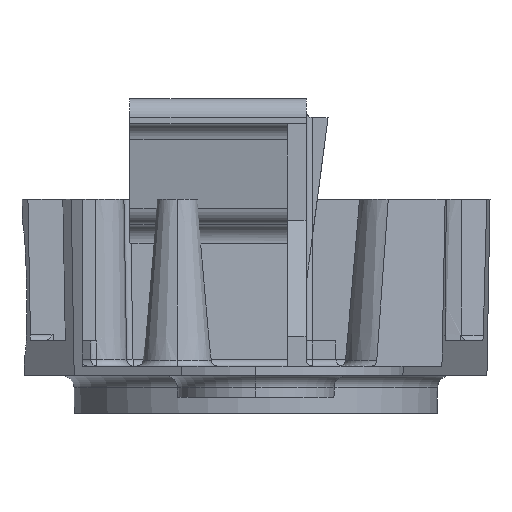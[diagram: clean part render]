
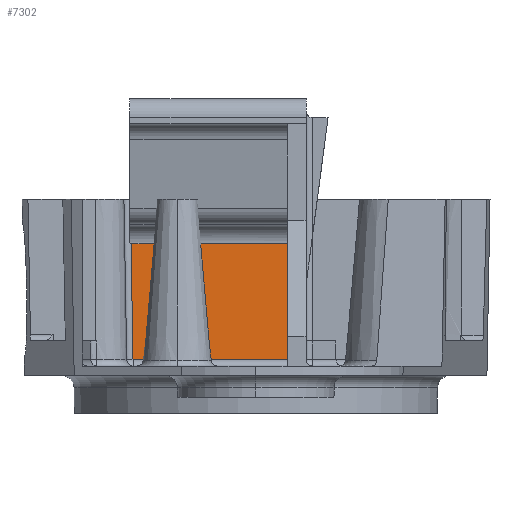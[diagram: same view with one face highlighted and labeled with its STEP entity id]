
A CAD part, left-side view. The second image highlights one B-rep face of the part: STEP entity #7302.
In plain terms, the highlighted planar face has unit normal (-1, 0, 0.018).
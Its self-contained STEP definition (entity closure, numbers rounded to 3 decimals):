
#242 = CARTESIAN_POINT ( 'NONE',  ( 243.534, 39., -51.035 ) ) ;
#392 = CARTESIAN_POINT ( 'NONE',  ( 244.426, 39.926, 0.035 ) ) ;
#418 = VECTOR ( 'NONE', #3236, 1000. ) ;
#433 = CARTESIAN_POINT ( 'NONE',  ( 243.534, -10., -51.035 ) ) ;
#446 = LINE ( 'NONE', #392, #418 ) ;
#661 = DIRECTION ( 'NONE',  ( 0., 1., 0. ) ) ;
#737 = EDGE_CURVE ( 'NONE', #3692, #7198, #743, .T. ) ;
#743 = LINE ( 'NONE', #1523, #764 ) ;
#764 = VECTOR ( 'NONE', #661, 1000. ) ;
#815 = CARTESIAN_POINT ( 'NONE',  ( 244.179, -10., -14.105 ) ) ;
#974 = EDGE_CURVE ( 'NONE', #1872, #7198, #446, .T. ) ;
#1072 = CARTESIAN_POINT ( 'NONE',  ( 243.5, -44., -53. ) ) ;
#1319 = DIRECTION ( 'NONE',  ( -0.017, 0., -1. ) ) ;
#1523 = CARTESIAN_POINT ( 'NONE',  ( 244.179, 39.786, -14.105 ) ) ;
#1872 = VERTEX_POINT ( 'NONE', #6232 ) ;
#2136 = DIRECTION ( 'NONE',  ( 0., 1., 0. ) ) ;
#2303 = PLANE ( 'NONE',  #4418 ) ;
#2413 = ORIENTED_EDGE ( 'NONE', *, *, #2438, .F. ) ;
#2438 = EDGE_CURVE ( 'NONE', #3692, #3829, #5974, .T. ) ;
#2502 = ORIENTED_EDGE ( 'NONE', *, *, #737, .T. ) ;
#2535 = ORIENTED_EDGE ( 'NONE', *, *, #974, .F. ) ;
#2596 = ORIENTED_EDGE ( 'NONE', *, *, #7132, .F. ) ;
#2970 = DIRECTION ( 'NONE',  ( 1., 0., -0.017 ) ) ;
#3236 = DIRECTION ( 'NONE',  ( 0.017, 0.017, 1. ) ) ;
#3692 = VERTEX_POINT ( 'NONE', #815 ) ;
#3829 = VERTEX_POINT ( 'NONE', #433 ) ;
#4173 = CARTESIAN_POINT ( 'NONE',  ( 244.179, 39.679, -14.105 ) ) ;
#4418 = AXIS2_PLACEMENT_3D ( 'NONE', #1072, #2970, #7342 ) ;
#5410 = FACE_OUTER_BOUND ( 'NONE', #6577, .T. ) ;
#5684 = VECTOR ( 'NONE', #2136, 1000. ) ;
#5689 = LINE ( 'NONE', #242, #5684 ) ;
#5797 = CARTESIAN_POINT ( 'NONE',  ( 243.5, -10., -53. ) ) ;
#5974 = LINE ( 'NONE', #5797, #5987 ) ;
#5987 = VECTOR ( 'NONE', #1319, 1000. ) ;
#6232 = CARTESIAN_POINT ( 'NONE',  ( 243.534, 39.035, -51.035 ) ) ;
#6577 = EDGE_LOOP ( 'NONE', ( #2413, #2502, #2535, #2596 ) ) ;
#7132 = EDGE_CURVE ( 'NONE', #3829, #1872, #5689, .T. ) ;
#7198 = VERTEX_POINT ( 'NONE', #4173 ) ;
#7302 = ADVANCED_FACE ( 'NONE', ( #5410 ), #2303, .F. ) ;
#7342 = DIRECTION ( 'NONE',  ( 0.017, 0., 1. ) ) ;
